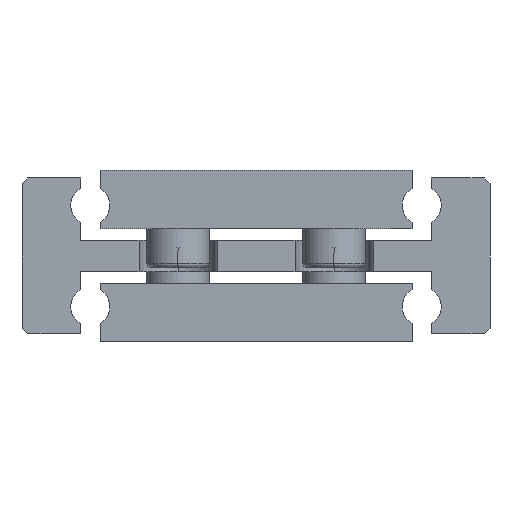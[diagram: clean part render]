
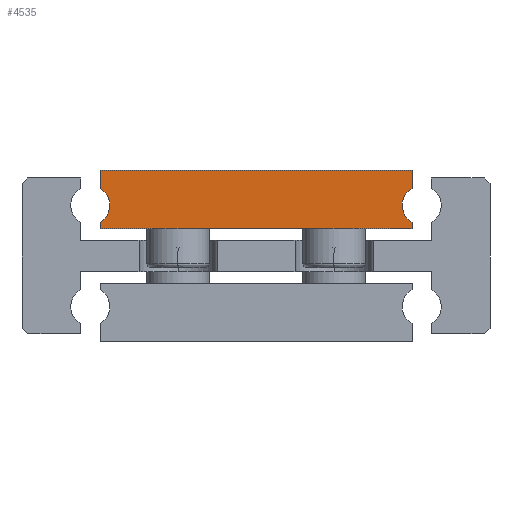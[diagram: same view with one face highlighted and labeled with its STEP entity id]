
A CAD part, front view. The second image highlights one B-rep face of the part: STEP entity #4535.
In plain terms, the highlighted planar face has unit normal (0, -1, 0).
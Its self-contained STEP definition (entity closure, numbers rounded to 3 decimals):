
#2676=CARTESIAN_POINT('',(-37.5,-400.0,2.5));
#2677=VERTEX_POINT('',#2676);
#2686=CARTESIAN_POINT('',(-40.0,-400.0,6.83));
#2687=VERTEX_POINT('',#2686);
#2688=CARTESIAN_POINT('',(-42.5,-400.0,2.5));
#2689=DIRECTION('',(0.0,1.0,0.0));
#2690=DIRECTION('',(1.0,0.0,0.0));
#2691=AXIS2_PLACEMENT_3D('',#2688,#2689,#2690);
#2692=CIRCLE('',#2691,5.0);
#2693=EDGE_CURVE('',#2687,#2677,#2692,.T.);
#2720=CARTESIAN_POINT('',(37.5,-400.0,2.5));
#2721=VERTEX_POINT('',#2720);
#2737=CARTESIAN_POINT('',(40.0,-400.0,6.83));
#2738=VERTEX_POINT('',#2737);
#2745=CARTESIAN_POINT('',(42.5,-400.0,2.5));
#2746=DIRECTION('',(0.0,1.0,0.0));
#2747=DIRECTION('',(1.0,0.0,0.0));
#2748=AXIS2_PLACEMENT_3D('',#2745,#2746,#2747);
#2749=CIRCLE('',#2748,5.0);
#2750=EDGE_CURVE('',#2721,#2738,#2749,.T.);
#3676=CARTESIAN_POINT('',(20.0,-400.0,-3.5));
#3677=VERTEX_POINT('',#3676);
#4216=CARTESIAN_POINT('',(40.0,-400.0,-1.83));
#4217=VERTEX_POINT('',#4216);
#4218=CARTESIAN_POINT('',(42.5,-400.0,2.5));
#4219=DIRECTION('',(0.0,1.0,0.0));
#4220=DIRECTION('',(1.0,0.0,0.0));
#4221=AXIS2_PLACEMENT_3D('',#4218,#4219,#4220);
#4222=CIRCLE('',#4221,5.0);
#4223=EDGE_CURVE('',#4217,#2721,#4222,.T.);
#4258=CARTESIAN_POINT('',(-40.0,-400.0,-1.83));
#4259=VERTEX_POINT('',#4258);
#4266=CARTESIAN_POINT('',(-42.5,-400.0,2.5));
#4267=DIRECTION('',(0.0,1.0,0.0));
#4268=DIRECTION('',(1.0,0.0,0.0));
#4269=AXIS2_PLACEMENT_3D('',#4266,#4267,#4268);
#4270=CIRCLE('',#4269,5.0);
#4271=EDGE_CURVE('',#2677,#4259,#4270,.T.);
#4282=CARTESIAN_POINT('',(40.0,-400.0,-3.5));
#4283=VERTEX_POINT('',#4282);
#4284=CARTESIAN_POINT('',(40.0,-400.0,-1.83));
#4285=DIRECTION('',(0.0,0.0,-1.0));
#4286=VECTOR('',#4285,1.67);
#4287=LINE('',#4284,#4286);
#4288=EDGE_CURVE('',#4217,#4283,#4287,.T.);
#4321=CARTESIAN_POINT('',(40.0,-400.0,11.5));
#4322=VERTEX_POINT('',#4321);
#4329=CARTESIAN_POINT('',(40.0,-400.0,11.5));
#4330=DIRECTION('',(0.0,0.0,-1.0));
#4331=VECTOR('',#4330,4.67);
#4332=LINE('',#4329,#4331);
#4333=EDGE_CURVE('',#4322,#2738,#4332,.T.);
#4387=CARTESIAN_POINT('',(-40.0,-400.0,-3.5));
#4388=VERTEX_POINT('',#4387);
#4395=CARTESIAN_POINT('',(-40.0,-400.0,-3.5));
#4396=DIRECTION('',(0.0,0.0,1.0));
#4397=VECTOR('',#4396,1.67);
#4398=LINE('',#4395,#4397);
#4399=EDGE_CURVE('',#4388,#4259,#4398,.T.);
#4410=CARTESIAN_POINT('',(-40.0,-400.0,11.5));
#4411=VERTEX_POINT('',#4410);
#4412=CARTESIAN_POINT('',(-40.0,-400.0,6.83));
#4413=DIRECTION('',(0.0,0.0,1.0));
#4414=VECTOR('',#4413,4.67);
#4415=LINE('',#4412,#4414);
#4416=EDGE_CURVE('',#2687,#4411,#4415,.T.);
#4435=CARTESIAN_POINT('',(-40.0,-400.0,11.5));
#4436=DIRECTION('',(1.0,0.0,0.0));
#4437=VECTOR('',#4436,80.0);
#4438=LINE('',#4435,#4437);
#4439=EDGE_CURVE('',#4411,#4322,#4438,.T.);
#4499=CARTESIAN_POINT('',(0.0,-400.0,4.));
#4500=DIRECTION('',(0.0,1.0,0.0));
#4501=DIRECTION('',(0.0,0.0,1.0));
#4502=AXIS2_PLACEMENT_3D('',#4499,#4500,#4501);
#4503=PLANE('',#4502);
#4504=ORIENTED_EDGE('',*,*,#4223,.T.);
#4505=ORIENTED_EDGE('',*,*,#2750,.T.);
#4506=ORIENTED_EDGE('',*,*,#4333,.F.);
#4507=ORIENTED_EDGE('',*,*,#4439,.F.);
#4508=ORIENTED_EDGE('',*,*,#4416,.F.);
#4509=ORIENTED_EDGE('',*,*,#2693,.T.);
#4510=ORIENTED_EDGE('',*,*,#4271,.T.);
#4511=ORIENTED_EDGE('',*,*,#4399,.F.);
#4512=CARTESIAN_POINT('',(-20.0,-400.0,-3.5));
#4513=VERTEX_POINT('',#4512);
#4514=CARTESIAN_POINT('',(-20.0,-400.0,-3.5));
#4515=DIRECTION('',(-1.0,0.0,0.0));
#4516=VECTOR('',#4515,20.0);
#4517=LINE('',#4514,#4516);
#4518=EDGE_CURVE('',#4513,#4388,#4517,.T.);
#4519=ORIENTED_EDGE('',*,*,#4518,.F.);
#4520=CARTESIAN_POINT('',(20.0,-400.0,-3.5));
#4521=DIRECTION('',(-1.0,0.0,0.0));
#4522=VECTOR('',#4521,40.0);
#4523=LINE('',#4520,#4522);
#4524=EDGE_CURVE('',#3677,#4513,#4523,.T.);
#4525=ORIENTED_EDGE('',*,*,#4524,.F.);
#4526=CARTESIAN_POINT('',(40.0,-400.0,-3.5));
#4527=DIRECTION('',(-1.0,0.0,0.0));
#4528=VECTOR('',#4527,20.0);
#4529=LINE('',#4526,#4528);
#4530=EDGE_CURVE('',#4283,#3677,#4529,.T.);
#4531=ORIENTED_EDGE('',*,*,#4530,.F.);
#4532=ORIENTED_EDGE('',*,*,#4288,.F.);
#4533=EDGE_LOOP('',(#4504,#4505,#4506,#4507,#4508,#4509,#4510,#4511,#4519,#4525,#4531,#4532));
#4534=FACE_OUTER_BOUND('',#4533,.T.);
#4535=ADVANCED_FACE('',(#4534),#4503,.F.);
